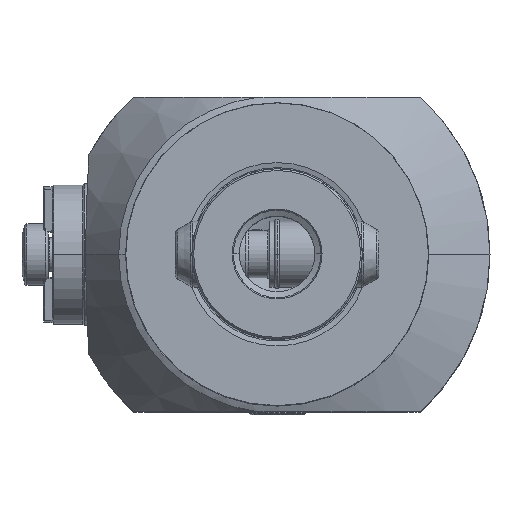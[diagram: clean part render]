
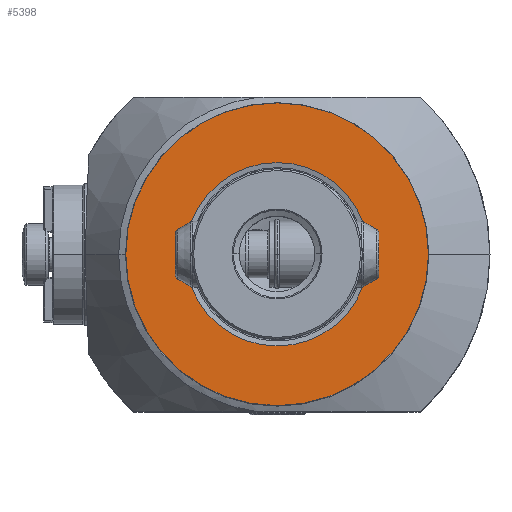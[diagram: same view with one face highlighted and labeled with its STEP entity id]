
A CAD part, top view. The second image highlights one B-rep face of the part: STEP entity #5398.
In plain terms, the highlighted planar face has unit normal (0, 0, 1).
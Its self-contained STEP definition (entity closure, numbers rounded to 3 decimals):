
#2748=EDGE_CURVE('NONE',#3372,#3716,#7533,.T.);
#3372=VERTEX_POINT('NONE',#8229);
#3716=VERTEX_POINT('NONE',#8614);
#3988=EDGE_CURVE('NONE',#3716,#3372,#8910,.T.);
#5398=ADVANCED_FACE('NONE',(#10487,#10488),#10489,.F.);
#5918=EDGE_CURVE('NONE',#7006,#6166,#11086,.T.);
#6166=VERTEX_POINT('NONE',#11368);
#6388=EDGE_CURVE('NONE',#6166,#7006,#11607,.T.);
#7006=VERTEX_POINT('NONE',#12289);
#7533=CIRCLE('',#13037,19.385);
#8229=CARTESIAN_POINT('',(-19.385,0.,0.1));
#8614=CARTESIAN_POINT('',(19.385,0.,0.1));
#8910=CIRCLE('',#15318,19.385);
#10487=FACE_OUTER_BOUND('',#17915,.T.);
#10488=FACE_BOUND('',#17916,.T.);
#10489=PLANE('',#17917);
#11086=CIRCLE('',#18773,32.0);
#11368=CARTESIAN_POINT('',(-32.0,0.,0.1));
#11607=CIRCLE('',#19517,32.0);
#12289=CARTESIAN_POINT('',(32.0,0.0,0.1));
#13037=AXIS2_PLACEMENT_3D('',#21338,#21339,#21340);
#15318=AXIS2_PLACEMENT_3D('',#22977,#22978,#22979);
#17915=EDGE_LOOP('',(#24929,#24930));
#17916=EDGE_LOOP('',(#24931,#24932));
#17917=AXIS2_PLACEMENT_3D('',#24933,#24934,#24935);
#18773=AXIS2_PLACEMENT_3D('',#25772,#25773,#25774);
#19517=AXIS2_PLACEMENT_3D('',#26394,#26395,#26396);
#21338=CARTESIAN_POINT('',(0.0,0.0,0.1));
#21339=DIRECTION('',(0.0,-0.0,1.0));
#21340=DIRECTION('',(-1.0,0.,-0.0));
#22977=CARTESIAN_POINT('',(0.0,0.0,0.1));
#22978=DIRECTION('',(0.0,-0.0,1.0));
#22979=DIRECTION('',(-1.0,0.,-0.0));
#24929=ORIENTED_EDGE('',*,*,#5918,.T.);
#24930=ORIENTED_EDGE('',*,*,#6388,.T.);
#24931=ORIENTED_EDGE('',*,*,#3988,.F.);
#24932=ORIENTED_EDGE('',*,*,#2748,.F.);
#24933=CARTESIAN_POINT('',(0.,31.75,0.1));
#24934=DIRECTION('',(0.0,0.0,-1.0));
#24935=DIRECTION('',(0.0,1.0,0.0));
#25772=CARTESIAN_POINT('',(0.0,0.0,0.1));
#25773=DIRECTION('',(0.0,0.0,1.0));
#25774=DIRECTION('',(1.0,0.0,0.0));
#26394=CARTESIAN_POINT('',(0.0,0.0,0.1));
#26395=DIRECTION('',(0.0,0.0,1.0));
#26396=DIRECTION('',(1.0,0.0,0.0));
